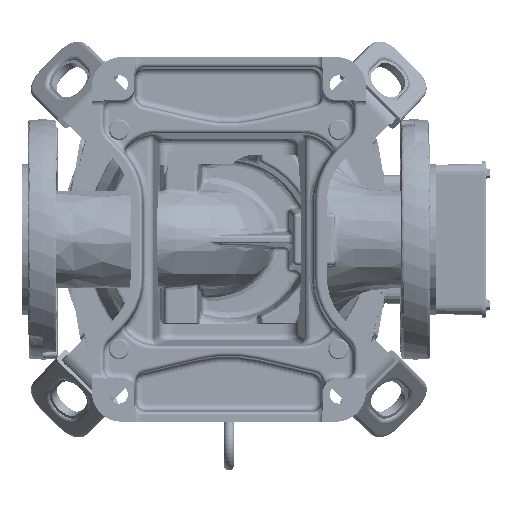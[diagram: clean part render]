
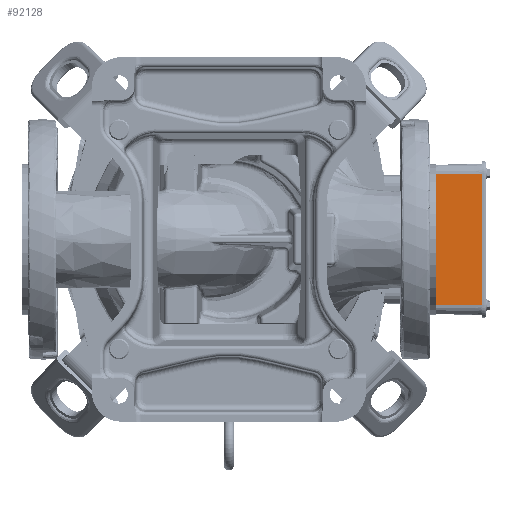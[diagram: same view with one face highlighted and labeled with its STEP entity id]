
A CAD part, front view. The second image highlights one B-rep face of the part: STEP entity #92128.
In plain terms, the highlighted planar face has unit normal (-0.026, -1, 0).
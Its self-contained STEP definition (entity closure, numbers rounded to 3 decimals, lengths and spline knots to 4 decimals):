
#6069=(
BOUNDED_CURVE()
B_SPLINE_CURVE(2,(#322347,#322348,#322349),.UNSPECIFIED.,.F.,.F.)
B_SPLINE_CURVE_WITH_KNOTS((3,3),(15.943,23.4848),
 .UNSPECIFIED.)
CURVE()
GEOMETRIC_REPRESENTATION_ITEM()
RATIONAL_B_SPLINE_CURVE((7.782,8.562,8.562))
REPRESENTATION_ITEM('')
);
#6070=(
BOUNDED_CURVE()
B_SPLINE_CURVE(2,(#322352,#322353,#322354,#322355),.UNSPECIFIED.,.F.,.F.)
B_SPLINE_CURVE_WITH_KNOTS((3,1,3),(23.4848,24.0956,31.0266),
 .UNSPECIFIED.)
CURVE()
GEOMETRIC_REPRESENTATION_ITEM()
RATIONAL_B_SPLINE_CURVE((8.562,8.562,8.498,
7.782))
REPRESENTATION_ITEM('')
);
#9715=PLANE('',#100870);
#18672=FACE_OUTER_BOUND('',#23807,.T.);
#23807=EDGE_LOOP('',(#83510,#83511,#83512,#83513,#83514,#83515));
#32111=LINE('',#322232,#36830);
#32123=LINE('',#322326,#36842);
#32124=LINE('',#322345,#36843);
#32125=LINE('',#322351,#36844);
#36830=VECTOR('',#121831,39.3701);
#36842=VECTOR('',#121867,39.3701);
#36843=VECTOR('',#121870,39.3701);
#36844=VECTOR('',#121871,39.3701);
#45667=VERTEX_POINT('',#322229);
#45668=VERTEX_POINT('',#322231);
#45685=VERTEX_POINT('',#322325);
#45686=VERTEX_POINT('',#322344);
#45687=VERTEX_POINT('',#322346);
#45688=VERTEX_POINT('',#322350);
#59382=EDGE_CURVE('',#45668,#45667,#32111,.T.);
#59406=EDGE_CURVE('',#45685,#45667,#32123,.T.);
#59408=EDGE_CURVE('',#45686,#45668,#32124,.T.);
#59409=EDGE_CURVE('',#45685,#45687,#6069,.T.);
#59410=EDGE_CURVE('',#45687,#45688,#32125,.T.);
#59411=EDGE_CURVE('',#45688,#45686,#6070,.T.);
#83510=ORIENTED_EDGE('',*,*,#59408,.T.);
#83511=ORIENTED_EDGE('',*,*,#59382,.T.);
#83512=ORIENTED_EDGE('',*,*,#59406,.F.);
#83513=ORIENTED_EDGE('',*,*,#59409,.T.);
#83514=ORIENTED_EDGE('',*,*,#59410,.T.);
#83515=ORIENTED_EDGE('',*,*,#59411,.T.);
#92128=ADVANCED_FACE('',(#18672),#9715,.T.);
#100870=AXIS2_PLACEMENT_3D('',#322343,#121868,#121869);
#121831=DIRECTION('',(0.,0.,1.));
#121867=DIRECTION('',(1.,-0.026,0.));
#121868=DIRECTION('center_axis',(-0.026,-1.,
0.));
#121869=DIRECTION('ref_axis',(-1.,0.026,0.));
#121870=DIRECTION('',(1.,-0.026,0.));
#121871=DIRECTION('',(0.,0.,-1.));
#322229=CARTESIAN_POINT('',(7.7156,34.402,2.));
#322231=CARTESIAN_POINT('',(7.7156,34.402,-2.));
#322232=CARTESIAN_POINT('',(7.7156,34.402,-2.));
#322325=CARTESIAN_POINT('',(5.527,34.4593,2.));
#322326=CARTESIAN_POINT('',(7.7472,34.4011,2.));
#322343=CARTESIAN_POINT('Origin',(7.7472,34.4011,-2.));
#322344=CARTESIAN_POINT('',(5.527,34.4593,-2.));
#322345=CARTESIAN_POINT('',(7.7472,34.4011,-2.));
#322346=CARTESIAN_POINT('',(5.4971,34.4601,1.63));
#322347=CARTESIAN_POINT('Ctrl Pts',(5.527,34.4593,2.));
#322348=CARTESIAN_POINT('Ctrl Pts',(5.4971,34.4601,1.7981));
#322349=CARTESIAN_POINT('Ctrl Pts',(5.4971,34.4601,1.63));
#322350=CARTESIAN_POINT('',(5.4971,34.4601,-1.63));
#322351=CARTESIAN_POINT('',(5.4971,34.4601,-2.));
#322352=CARTESIAN_POINT('Ctrl Pts',(5.4971,34.4601,-1.63));
#322353=CARTESIAN_POINT('Ctrl Pts',(5.4971,34.4601,-1.6436));
#322354=CARTESIAN_POINT('Ctrl Pts',(5.4993,34.46,-1.8131));
#322355=CARTESIAN_POINT('Ctrl Pts',(5.527,34.4593,-2.));
